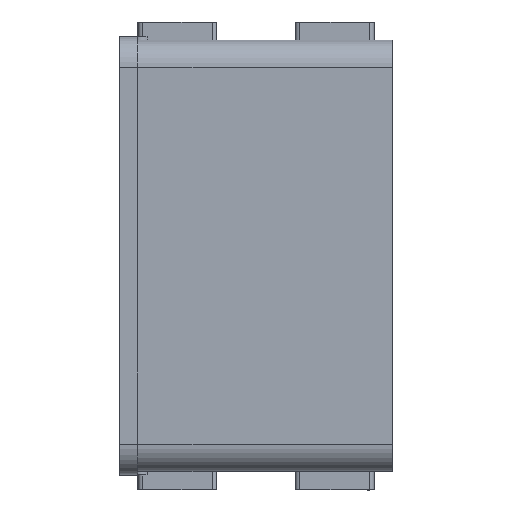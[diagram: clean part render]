
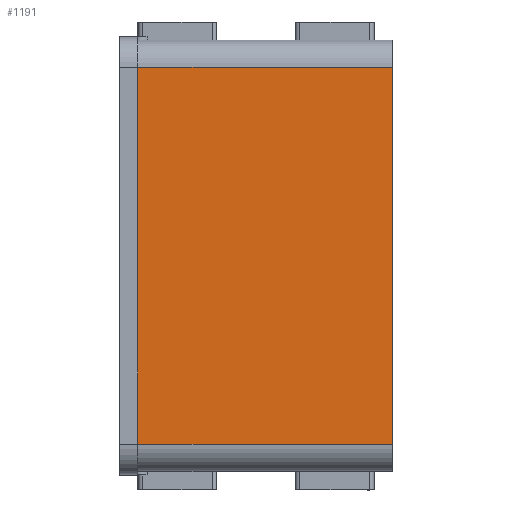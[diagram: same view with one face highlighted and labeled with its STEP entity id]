
A CAD part, top view. The second image highlights one B-rep face of the part: STEP entity #1191.
In plain terms, the highlighted planar face has unit normal (0, 0, 1).
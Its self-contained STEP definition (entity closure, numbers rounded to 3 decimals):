
#1191=ADVANCED_FACE('0:506',(#3048),#3049,.F.);
#1337=EDGE_CURVE('0:701',#3283,#3280,#3284,.T.);
#1347=EDGE_CURVE('0:716',#3294,#3280,#3297,.T.);
#1365=EDGE_CURVE('0:743',#3294,#3321,#3324,.F.);
#2363=EDGE_CURVE('0:2240',#3321,#3283,#4661,.T.);
#3048=FACE_OUTER_BOUND('',#5372,.T.);
#3049=PLANE('',#5373);
#3280=VERTEX_POINT('',#5636);
#3283=VERTEX_POINT('',#5640);
#3284=LINE('',#5641,#5642);
#3294=VERTEX_POINT('',#5658);
#3297=LINE('',#5662,#5663);
#3321=VERTEX_POINT('',#5700);
#3324=LINE('',#5704,#5705);
#4661=LINE('',#7918,#7919);
#5372=EDGE_LOOP('',(#9843,#9844,#9845,#9846));
#5373=AXIS2_PLACEMENT_3D('',#9847,#9848,#9849);
#5636=CARTESIAN_POINT('',(-91.2,-207.5,2180.0));
#5640=CARTESIAN_POINT('',(-91.2,207.5,2180.0));
#5641=CARTESIAN_POINT('',(-91.2,0.,2180.0));
#5642=VECTOR('',#10428,0.001);
#5658=CARTESIAN_POINT('',(188.8,-207.5,2180.0));
#5662=CARTESIAN_POINT('',(48.8,-207.5,2180.0));
#5663=VECTOR('',#10437,0.001);
#5700=CARTESIAN_POINT('',(188.8,207.5,2180.0));
#5704=CARTESIAN_POINT('',(188.8,0.,2180.0));
#5705=VECTOR('',#10452,0.001);
#7918=CARTESIAN_POINT('',(48.8,207.5,2180.0));
#7919=VECTOR('',#11273,0.001);
#9843=ORIENTED_EDGE('',*,*,#1337,.T.);
#9844=ORIENTED_EDGE('',*,*,#1347,.F.);
#9845=ORIENTED_EDGE('',*,*,#1365,.T.);
#9846=ORIENTED_EDGE('',*,*,#2363,.T.);
#9847=CARTESIAN_POINT('',(-52.1,237.5,2180.0));
#9848=DIRECTION('',(-0.0,0.0,-1.0));
#9849=DIRECTION('',(0.,-1.0,0.0));
#10428=DIRECTION('',(0.,-1.0,0.0));
#10437=DIRECTION('',(-1.0,0.,0.0));
#10452=DIRECTION('',(0.,-1.0,0.0));
#11273=DIRECTION('',(-1.0,0.,0.0));
